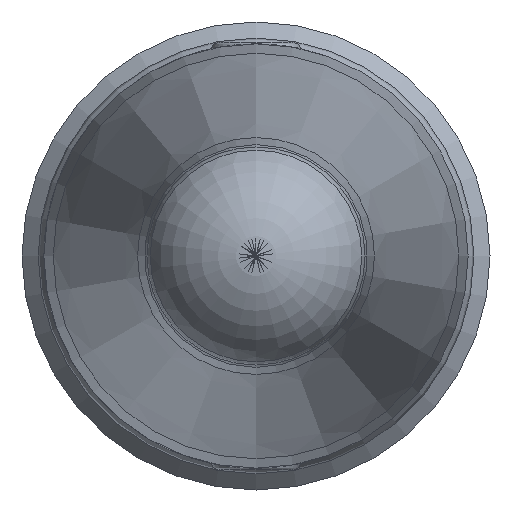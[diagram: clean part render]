
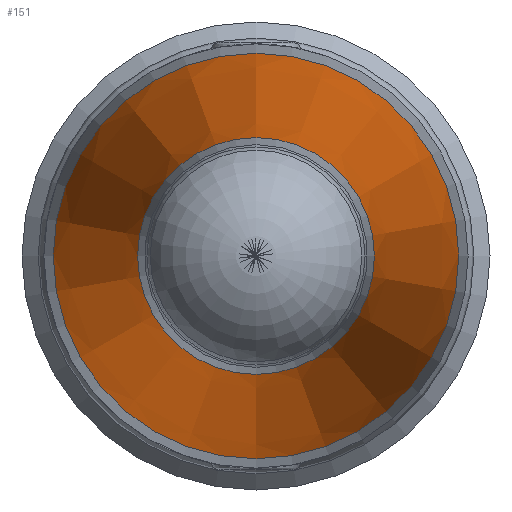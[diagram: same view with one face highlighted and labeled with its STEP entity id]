
A CAD part, left-side view. The second image highlights one B-rep face of the part: STEP entity #151.
In plain terms, the highlighted conical face has half-angle 6.135 degrees and reference radius 3.669 mm.
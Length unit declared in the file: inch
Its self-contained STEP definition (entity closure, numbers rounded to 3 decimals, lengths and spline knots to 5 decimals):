
#119 = FACE_OUTER_BOUND ( 'NONE', #2845, .T. ) ;
#151 = ADVANCED_FACE ( 'NONE', ( #119, #179 ), #946, .T. ) ;
#179 = FACE_BOUND ( 'NONE', #2230, .T. ) ;
#229 = AXIS2_PLACEMENT_3D ( 'NONE', #2980, #1948, #1899 ) ;
#491 = AXIS2_PLACEMENT_3D ( 'NONE', #1768, #1845, #1440 ) ;
#566 = CIRCLE ( 'NONE', #2694, 0.14445 ) ;
#818 = CARTESIAN_POINT ( 'NONE',  ( -4.76344, 0., -0.14445 ) ) ;
#915 = DIRECTION ( 'NONE',  ( 0., 0., -1. ) ) ;
#946 = CONICAL_SURFACE ( 'NONE', #491, 0.14445, 0.107 ) ;
#1062 = ORIENTED_EDGE ( 'NONE', *, *, #3756, .T. ) ;
#1244 = CIRCLE ( 'NONE', #229, 0.2473 ) ;
#1440 = DIRECTION ( 'NONE',  ( 0., 0., -1. ) ) ;
#1768 = CARTESIAN_POINT ( 'NONE',  ( -4.76344, 0., 0. ) ) ;
#1786 = ORIENTED_EDGE ( 'NONE', *, *, #3445, .F. ) ;
#1845 = DIRECTION ( 'NONE',  ( 1., 0., 0. ) ) ;
#1899 = DIRECTION ( 'NONE',  ( 0., 0., -1. ) ) ;
#1948 = DIRECTION ( 'NONE',  ( 1., 0., 0. ) ) ;
#2094 = CARTESIAN_POINT ( 'NONE',  ( -3.80656, 0., -0.2473 ) ) ;
#2230 = EDGE_LOOP ( 'NONE', ( #1062 ) ) ;
#2336 = CARTESIAN_POINT ( 'NONE',  ( -4.76344, 0., 0. ) ) ;
#2670 = DIRECTION ( 'NONE',  ( 1., 0., 0. ) ) ;
#2694 = AXIS2_PLACEMENT_3D ( 'NONE', #2336, #2670, #915 ) ;
#2845 = EDGE_LOOP ( 'NONE', ( #1786 ) ) ;
#2980 = CARTESIAN_POINT ( 'NONE',  ( -3.80656, 0., 0. ) ) ;
#3441 = VERTEX_POINT ( 'NONE', #818 ) ;
#3445 = EDGE_CURVE ( 'NONE', #3453, #3453, #1244, .T. ) ;
#3453 = VERTEX_POINT ( 'NONE', #2094 ) ;
#3756 = EDGE_CURVE ( 'NONE', #3441, #3441, #566, .T. ) ;
